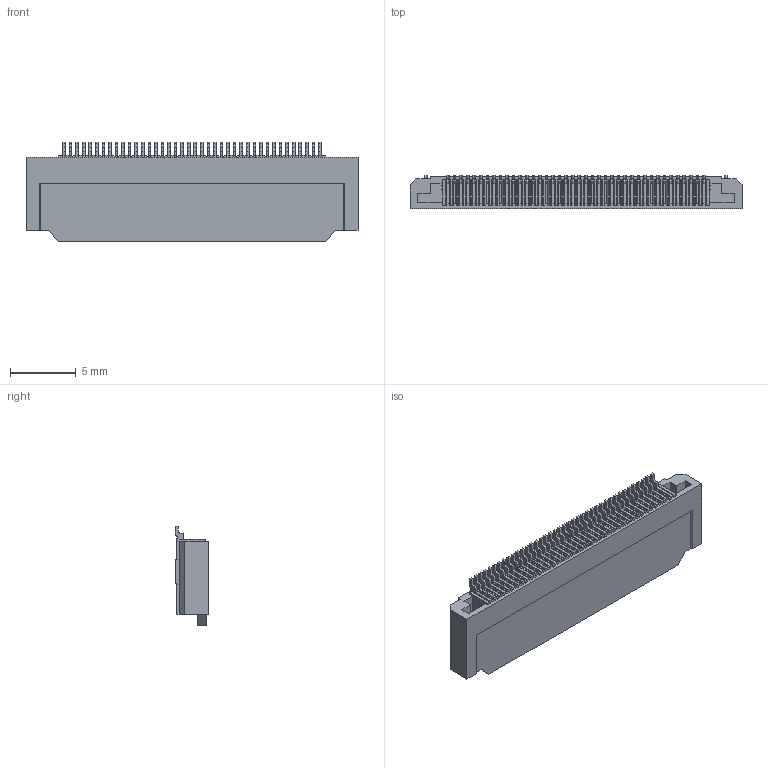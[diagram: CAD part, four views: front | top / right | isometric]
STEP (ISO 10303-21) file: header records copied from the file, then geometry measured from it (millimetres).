
FILE_DESCRIPTION(('CoCreate Modeling STEP Export'),'2;1');
FILE_NAME('0.5-18D-40Pin.stp','2018-12-14T10:38:43',(''),(''),'CoCreate Modeling STEP processor for AP214 (Solid Model)','CoCreate Modeling 17.0 01-Apr-2010 (C) Parametric Technology GmbH','');
FILE_SCHEMA(('AUTOMOTIVE_DESIGN { 1 0 10303 214 1 1 1 1 }'));
Length unit declared in the file: millimetre
Products named in the file (2): 0.5-18D-40Pin
Assembly tree (1 placements, depth 2):
  0.5-18D-40Pin
    0.5-18D-40Pin
Bounding box: 25.3 x 2.52 x 7.58 mm (x, y, z)
Volume: 318.5 mm3; surface area: 770.4 mm2
Topology: 1 solids, 1 shells, 1019 faces, 2809 edges, 1872 vertices
Faces by surface type: plane 735, cylinder 284
Entity records: 32479 total; most frequent: CARTESIAN_POINT 5659, ORIENTED_EDGE 5618, DIRECTION 5343, EDGE_CURVE 2809, VECTOR 2231, LINE 2231, VERTEX_POINT 1872, AXIS2_PLACEMENT_3D 1556
